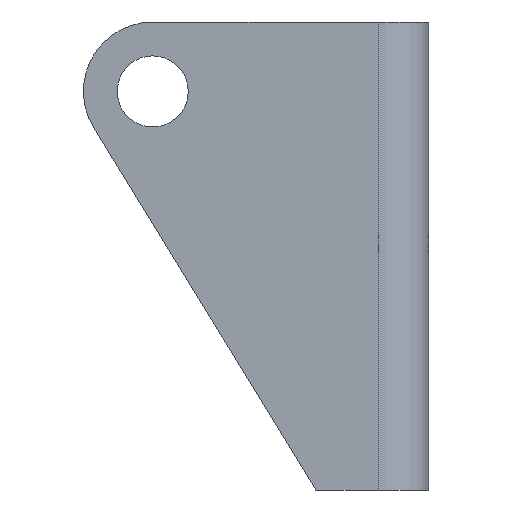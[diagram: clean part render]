
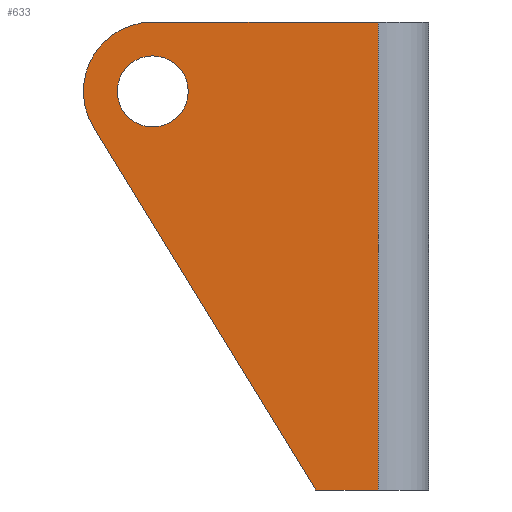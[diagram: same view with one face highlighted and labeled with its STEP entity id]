
A CAD part, left-side view. The second image highlights one B-rep face of the part: STEP entity #633.
In plain terms, the highlighted planar face has unit normal (-1, 0, 0).
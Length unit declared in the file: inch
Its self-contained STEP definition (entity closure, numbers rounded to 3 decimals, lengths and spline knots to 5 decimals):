
#99=DIRECTION('',(0.,0.,1.));
#100=VECTOR('',#99,56.);
#101=CARTESIAN_POINT('',(-16.1,6.,-28.));
#102=LINE('',#101,#100);
#117=DIRECTION('',(0.,1.,0.));
#118=VECTOR('',#117,27.);
#119=CARTESIAN_POINT('',(-16.1,6.,28.));
#120=LINE('',#119,#118);
#121=DIRECTION('',(0.,-1.,0.));
#122=VECTOR('',#121,7.5);
#123=CARTESIAN_POINT('',(-16.1,13.5,-28.));
#124=LINE('',#123,#122);
#125=DIRECTION('',(0.,-0.523,-0.853));
#126=VECTOR('',#125,50.85912);
#127=CARTESIAN_POINT('',(-16.1,40.07663,15.3628));
#128=LINE('',#127,#126);
#129=CARTESIAN_POINT('',(-16.1,33.,19.7));
#130=DIRECTION('',(-1.,0.,0.));
#131=DIRECTION('',(0.,0.,1.));
#132=AXIS2_PLACEMENT_3D('',#129,#130,#131);
#134=CARTESIAN_POINT('',(-16.1,33.,19.7));
#135=DIRECTION('',(1.,0.,0.));
#136=DIRECTION('',(0.,0.,1.));
#137=AXIS2_PLACEMENT_3D('',#134,#135,#136);
#139=CARTESIAN_POINT('',(-16.1,33.,19.7));
#140=DIRECTION('',(1.,0.,0.));
#141=DIRECTION('',(0.,0.,-1.));
#142=AXIS2_PLACEMENT_3D('',#139,#140,#141);
#407=CARTESIAN_POINT('',(-16.1,6.,28.));
#408=CARTESIAN_POINT('',(-16.1,33.,28.));
#409=VERTEX_POINT('',#407);
#410=VERTEX_POINT('',#408);
#411=CARTESIAN_POINT('',(-16.1,40.07663,15.3628));
#412=VERTEX_POINT('',#411);
#413=CARTESIAN_POINT('',(-16.1,13.5,-28.));
#414=VERTEX_POINT('',#413);
#415=CARTESIAN_POINT('',(-16.1,6.,-28.));
#416=VERTEX_POINT('',#415);
#431=CARTESIAN_POINT('',(-16.1,33.,23.95));
#432=CARTESIAN_POINT('',(-16.1,33.,15.45));
#433=VERTEX_POINT('',#431);
#434=VERTEX_POINT('',#432);
#611=CARTESIAN_POINT('',(-16.1,0.,-14.6944));
#612=DIRECTION('',(-1.,0.,0.));
#613=DIRECTION('',(0.,0.,1.));
#614=AXIS2_PLACEMENT_3D('',#611,#612,#613);
#615=PLANE('',#614);
#617=ORIENTED_EDGE('',*,*,#616,.F.);
#618=ORIENTED_EDGE('',*,*,#602,.F.);
#620=ORIENTED_EDGE('',*,*,#619,.F.);
#622=ORIENTED_EDGE('',*,*,#621,.F.);
#624=ORIENTED_EDGE('',*,*,#623,.F.);
#625=EDGE_LOOP('',(#617,#618,#620,#622,#624));
#626=FACE_OUTER_BOUND('',#625,.F.);
#628=ORIENTED_EDGE('',*,*,#627,.F.);
#630=ORIENTED_EDGE('',*,*,#629,.F.);
#631=EDGE_LOOP('',(#628,#630));
#632=FACE_BOUND('',#631,.F.);
#133=CIRCLE('',#132,8.3);
#138=CIRCLE('',#137,4.25);
#143=CIRCLE('',#142,4.25);
#602=EDGE_CURVE('',#416,#409,#102,.T.);
#616=EDGE_CURVE('',#409,#410,#120,.T.);
#619=EDGE_CURVE('',#414,#416,#124,.T.);
#621=EDGE_CURVE('',#412,#414,#128,.T.);
#623=EDGE_CURVE('',#410,#412,#133,.T.);
#627=EDGE_CURVE('',#433,#434,#138,.T.);
#629=EDGE_CURVE('',#434,#433,#143,.T.);
#633=ADVANCED_FACE('',(#626,#632),#615,.T.);
